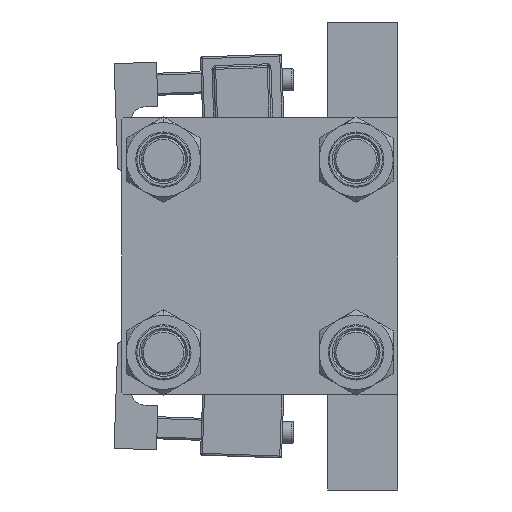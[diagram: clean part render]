
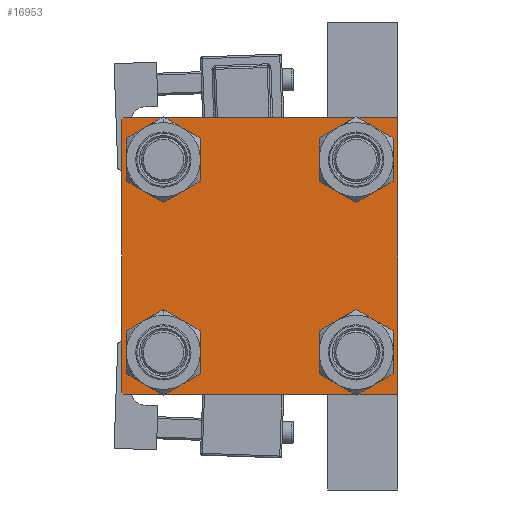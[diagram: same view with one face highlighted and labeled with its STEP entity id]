
A CAD part, left-side view. The second image highlights one B-rep face of the part: STEP entity #16953.
In plain terms, the highlighted planar face has unit normal (-1, 0, 0).
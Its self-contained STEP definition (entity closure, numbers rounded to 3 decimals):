
#377 = FACE_BOUND ( 'NONE', #27472, .T. ) ;
#782 = CARTESIAN_POINT ( 'NONE',  ( 0., -37.5, 37. ) ) ;
#887 = CARTESIAN_POINT ( 'NONE',  ( 0., 0., 0. ) ) ;
#922 = ORIENTED_EDGE ( 'NONE', *, *, #15728, .T. ) ;
#1007 = DIRECTION ( 'NONE',  ( 0., 0., 1. ) ) ;
#1026 = ORIENTED_EDGE ( 'NONE', *, *, #15630, .F. ) ;
#1294 = ORIENTED_EDGE ( 'NONE', *, *, #15061, .T. ) ;
#1878 = DIRECTION ( 'NONE',  ( 1., 0., 0. ) ) ;
#2202 = CARTESIAN_POINT ( 'NONE',  ( 0., -37.5, 37.5 ) ) ;
#2377 = DIRECTION ( 'NONE',  ( 0., 0., 1. ) ) ;
#2636 = VERTEX_POINT ( 'NONE', #17498 ) ;
#2645 = CARTESIAN_POINT ( 'NONE',  ( 0., -37.25, 37.25 ) ) ;
#2912 = EDGE_CURVE ( 'NONE', #47430, #42983, #37916, .T. ) ;
#3434 = EDGE_CURVE ( 'NONE', #19611, #2636, #13609, .T. ) ;
#4279 = CARTESIAN_POINT ( 'NONE',  ( 0., 37., 37.5 ) ) ;
#4286 = ORIENTED_EDGE ( 'NONE', *, *, #36853, .T. ) ;
#4681 = DIRECTION ( 'NONE',  ( 1., 0., 0. ) ) ;
#5003 = CARTESIAN_POINT ( 'NONE',  ( 0., 37.5, 37.5 ) ) ;
#5005 = EDGE_CURVE ( 'NONE', #10109, #6302, #42088, .T. ) ;
#5068 = CARTESIAN_POINT ( 'NONE',  ( 0., -37., -37.5 ) ) ;
#5441 = CARTESIAN_POINT ( 'NONE',  ( 0., 37.5, -37.5 ) ) ;
#5672 = DIRECTION ( 'NONE',  ( 0., -0.707, 0.707 ) ) ;
#6302 = VERTEX_POINT ( 'NONE', #24959 ) ;
#6531 = CARTESIAN_POINT ( 'NONE',  ( 0., -26.15, 26.15 ) ) ;
#7526 = CARTESIAN_POINT ( 'NONE',  ( 0., 26.15, -32.65 ) ) ;
#8136 = FACE_BOUND ( 'NONE', #27221, .T. ) ;
#8370 = CIRCLE ( 'NONE', #11667, 6.5 ) ;
#8625 = EDGE_CURVE ( 'NONE', #31959, #47430, #21499, .T. ) ;
#9200 = DIRECTION ( 'NONE',  ( 0., 0., -1. ) ) ;
#9493 = ORIENTED_EDGE ( 'NONE', *, *, #39341, .T. ) ;
#9696 = VERTEX_POINT ( 'NONE', #31371 ) ;
#10109 = VERTEX_POINT ( 'NONE', #4279 ) ;
#10381 = DIRECTION ( 'NONE',  ( 0., 0.707, -0.707 ) ) ;
#10901 = CARTESIAN_POINT ( 'NONE',  ( 0., 26.15, -26.15 ) ) ;
#11667 = AXIS2_PLACEMENT_3D ( 'NONE', #48969, #13336, #17495 ) ;
#12044 = FACE_BOUND ( 'NONE', #17605, .T. ) ;
#12290 = PLANE ( 'NONE',  #21034 ) ;
#12422 = DIRECTION ( 'NONE',  ( 0., -0.707, -0.707 ) ) ;
#13336 = DIRECTION ( 'NONE',  ( 1., 0., 0. ) ) ;
#13541 = EDGE_CURVE ( 'NONE', #42983, #2636, #18125, .T. ) ;
#13609 = LINE ( 'NONE', #2202, #34645 ) ;
#14051 = DIRECTION ( 'NONE',  ( 0., 0., 1. ) ) ;
#14644 = VERTEX_POINT ( 'NONE', #45072 ) ;
#15061 = EDGE_CURVE ( 'NONE', #34591, #42168, #20256, .T. ) ;
#15584 = EDGE_LOOP ( 'NONE', ( #32785, #21448 ) ) ;
#15630 = EDGE_CURVE ( 'NONE', #10109, #9696, #33312, .T. ) ;
#15728 = EDGE_CURVE ( 'NONE', #19611, #9696, #38248, .T. ) ;
#15741 = AXIS2_PLACEMENT_3D ( 'NONE', #10901, #22334, #33522 ) ;
#16729 = VECTOR ( 'NONE', #5672, 1000. ) ;
#16817 = EDGE_CURVE ( 'NONE', #6302, #31959, #42996, .T. ) ;
#16953 = ADVANCED_FACE ( 'NONE', ( #377, #12044, #8136, #20613, #27897 ), #12290, .T. ) ;
#17172 = CARTESIAN_POINT ( 'NONE',  ( 0., -26.15, 19.65 ) ) ;
#17316 = CARTESIAN_POINT ( 'NONE',  ( 0., 26.15, 26.15 ) ) ;
#17392 = VECTOR ( 'NONE', #12422, 1000. ) ;
#17495 = DIRECTION ( 'NONE',  ( 0., 0., 1. ) ) ;
#17498 = CARTESIAN_POINT ( 'NONE',  ( 0., -37.5, -37. ) ) ;
#17583 = DIRECTION ( 'NONE',  ( 1., 0., 0. ) ) ;
#17605 = EDGE_LOOP ( 'NONE', ( #39610, #34948 ) ) ;
#17625 = AXIS2_PLACEMENT_3D ( 'NONE', #17316, #17583, #1007 ) ;
#17738 = CARTESIAN_POINT ( 'NONE',  ( 0., -26.15, -19.65 ) ) ;
#18125 = LINE ( 'NONE', #21776, #16729 ) ;
#18486 = DIRECTION ( 'NONE',  ( 0., 0.707, 0.707 ) ) ;
#18630 = AXIS2_PLACEMENT_3D ( 'NONE', #42801, #31601, #35258 ) ;
#19163 = VERTEX_POINT ( 'NONE', #41599 ) ;
#19297 = VERTEX_POINT ( 'NONE', #7526 ) ;
#19459 = AXIS2_PLACEMENT_3D ( 'NONE', #32303, #48167, #28390 ) ;
#19611 = VERTEX_POINT ( 'NONE', #782 ) ;
#20256 = CIRCLE ( 'NONE', #31753, 6.5 ) ;
#20432 = VERTEX_POINT ( 'NONE', #47372 ) ;
#20613 = FACE_BOUND ( 'NONE', #15584, .T. ) ;
#20668 = ORIENTED_EDGE ( 'NONE', *, *, #8625, .T. ) ;
#21034 = AXIS2_PLACEMENT_3D ( 'NONE', #887, #23995, #28149 ) ;
#21448 = ORIENTED_EDGE ( 'NONE', *, *, #47004, .T. ) ;
#21499 = LINE ( 'NONE', #32693, #17392 ) ;
#21536 = DIRECTION ( 'NONE',  ( 0., 0., 1. ) ) ;
#21697 = ORIENTED_EDGE ( 'NONE', *, *, #5005, .T. ) ;
#21776 = CARTESIAN_POINT ( 'NONE',  ( 0., -37.25, -37.25 ) ) ;
#22334 = DIRECTION ( 'NONE',  ( 1., 0., 0. ) ) ;
#22460 = DIRECTION ( 'NONE',  ( 0., 0., -1. ) ) ;
#22636 = DIRECTION ( 'NONE',  ( 1., 0., 0. ) ) ;
#22762 = CIRCLE ( 'NONE', #19459, 6.5 ) ;
#23995 = DIRECTION ( 'NONE',  ( -1., 0., 0. ) ) ;
#24203 = EDGE_LOOP ( 'NONE', ( #41881, #20668, #42188, #29169, #46944, #922, #1026, #21697 ) ) ;
#24831 = ORIENTED_EDGE ( 'NONE', *, *, #51210, .T. ) ;
#24959 = CARTESIAN_POINT ( 'NONE',  ( 0., 37.5, 37. ) ) ;
#27115 = CARTESIAN_POINT ( 'NONE',  ( 0., 26.15, -19.65 ) ) ;
#27221 = EDGE_LOOP ( 'NONE', ( #24831, #4286 ) ) ;
#27472 = EDGE_LOOP ( 'NONE', ( #1294, #9493 ) ) ;
#27897 = FACE_OUTER_BOUND ( 'NONE', #24203, .T. ) ;
#28149 = DIRECTION ( 'NONE',  ( 0., 0., 1. ) ) ;
#28290 = AXIS2_PLACEMENT_3D ( 'NONE', #47259, #22636, #2377 ) ;
#28312 = EDGE_CURVE ( 'NONE', #38482, #20432, #22762, .T. ) ;
#28390 = DIRECTION ( 'NONE',  ( 0., 0., 1. ) ) ;
#28582 = EDGE_CURVE ( 'NONE', #14644, #19163, #36899, .T. ) ;
#29169 = ORIENTED_EDGE ( 'NONE', *, *, #13541, .T. ) ;
#29649 = VECTOR ( 'NONE', #49108, 1000. ) ;
#29917 = CIRCLE ( 'NONE', #28290, 6.5 ) ;
#30125 = CARTESIAN_POINT ( 'NONE',  ( 0., 37.25, 37.25 ) ) ;
#30250 = CIRCLE ( 'NONE', #37748, 6.5 ) ;
#30519 = CARTESIAN_POINT ( 'NONE',  ( 0., 37.5, 37.5 ) ) ;
#31371 = CARTESIAN_POINT ( 'NONE',  ( 0., -37., 37.5 ) ) ;
#31601 = DIRECTION ( 'NONE',  ( 1., 0., 0. ) ) ;
#31753 = AXIS2_PLACEMENT_3D ( 'NONE', #6531, #1878, #14051 ) ;
#31959 = VERTEX_POINT ( 'NONE', #46421 ) ;
#32303 = CARTESIAN_POINT ( 'NONE',  ( 0., -26.15, -26.15 ) ) ;
#32693 = CARTESIAN_POINT ( 'NONE',  ( 0., 37.25, -37.25 ) ) ;
#32785 = ORIENTED_EDGE ( 'NONE', *, *, #28582, .T. ) ;
#33312 = LINE ( 'NONE', #5003, #41764 ) ;
#33522 = DIRECTION ( 'NONE',  ( 0., 0., 1. ) ) ;
#34014 = CIRCLE ( 'NONE', #15741, 6.5 ) ;
#34280 = VECTOR ( 'NONE', #18486, 1000. ) ;
#34591 = VERTEX_POINT ( 'NONE', #42327 ) ;
#34645 = VECTOR ( 'NONE', #9200, 1000. ) ;
#34948 = ORIENTED_EDGE ( 'NONE', *, *, #38970, .T. ) ;
#35258 = DIRECTION ( 'NONE',  ( 0., 0., 1. ) ) ;
#36098 = CARTESIAN_POINT ( 'NONE',  ( 0., 37., -37.5 ) ) ;
#36853 = EDGE_CURVE ( 'NONE', #19297, #39061, #34014, .T. ) ;
#36899 = CIRCLE ( 'NONE', #18630, 6.5 ) ;
#36964 = DIRECTION ( 'NONE',  ( 0., -1., 0. ) ) ;
#37650 = VECTOR ( 'NONE', #22460, 1000. ) ;
#37748 = AXIS2_PLACEMENT_3D ( 'NONE', #49103, #4681, #21536 ) ;
#37916 = LINE ( 'NONE', #5441, #29649 ) ;
#38248 = LINE ( 'NONE', #2645, #34280 ) ;
#38482 = VERTEX_POINT ( 'NONE', #17738 ) ;
#38970 = EDGE_CURVE ( 'NONE', #20432, #38482, #8370, .T. ) ;
#39061 = VERTEX_POINT ( 'NONE', #27115 ) ;
#39341 = EDGE_CURVE ( 'NONE', #42168, #34591, #29917, .T. ) ;
#39610 = ORIENTED_EDGE ( 'NONE', *, *, #28312, .T. ) ;
#39727 = VECTOR ( 'NONE', #10381, 1000. ) ;
#40061 = CIRCLE ( 'NONE', #17625, 6.5 ) ;
#41599 = CARTESIAN_POINT ( 'NONE',  ( 0., 26.15, 19.65 ) ) ;
#41764 = VECTOR ( 'NONE', #36964, 1000. ) ;
#41881 = ORIENTED_EDGE ( 'NONE', *, *, #16817, .T. ) ;
#42088 = LINE ( 'NONE', #30125, #39727 ) ;
#42168 = VERTEX_POINT ( 'NONE', #17172 ) ;
#42188 = ORIENTED_EDGE ( 'NONE', *, *, #2912, .T. ) ;
#42327 = CARTESIAN_POINT ( 'NONE',  ( 0., -26.15, 32.65 ) ) ;
#42801 = CARTESIAN_POINT ( 'NONE',  ( 0., 26.15, 26.15 ) ) ;
#42983 = VERTEX_POINT ( 'NONE', #5068 ) ;
#42996 = LINE ( 'NONE', #30519, #37650 ) ;
#45072 = CARTESIAN_POINT ( 'NONE',  ( 0., 26.15, 32.65 ) ) ;
#46421 = CARTESIAN_POINT ( 'NONE',  ( 0., 37.5, -37. ) ) ;
#46944 = ORIENTED_EDGE ( 'NONE', *, *, #3434, .F. ) ;
#47004 = EDGE_CURVE ( 'NONE', #19163, #14644, #40061, .T. ) ;
#47259 = CARTESIAN_POINT ( 'NONE',  ( 0., -26.15, 26.15 ) ) ;
#47372 = CARTESIAN_POINT ( 'NONE',  ( 0., -26.15, -32.65 ) ) ;
#47430 = VERTEX_POINT ( 'NONE', #36098 ) ;
#48167 = DIRECTION ( 'NONE',  ( 1., 0., 0. ) ) ;
#48969 = CARTESIAN_POINT ( 'NONE',  ( 0., -26.15, -26.15 ) ) ;
#49103 = CARTESIAN_POINT ( 'NONE',  ( 0., 26.15, -26.15 ) ) ;
#49108 = DIRECTION ( 'NONE',  ( 0., -1., 0. ) ) ;
#51210 = EDGE_CURVE ( 'NONE', #39061, #19297, #30250, .T. ) ;
